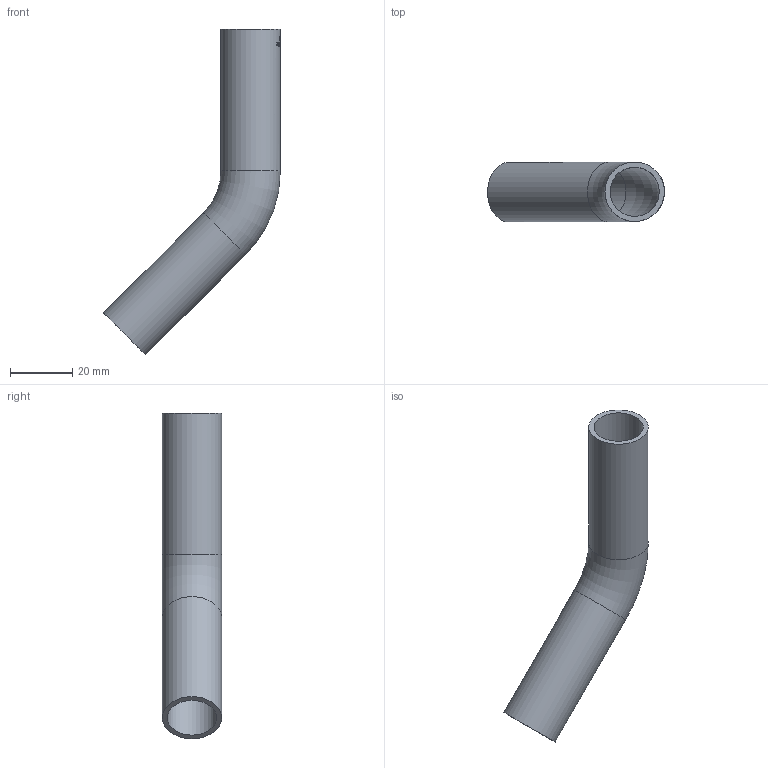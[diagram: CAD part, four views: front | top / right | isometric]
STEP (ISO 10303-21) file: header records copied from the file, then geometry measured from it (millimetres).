
FILE_DESCRIPTION(/* description */ (''),/* implementation_level */ '2;1');
FILE_NAME(/* name */ 'S2KS-.75.stp',/* time_stamp */ '2018-11-26T16:40:07-05:00',/* author */ ('ken'),/* organization */ (''),/* preprocessor_version */ 'ST-DEVELOPER v15.2',/* originating_system */ 'Autodesk Inventor 2014',/* authorisation */ '');
FILE_SCHEMA (('AUTOMOTIVE_DESIGN { 1 0 10303 214 3 1 1 }'));
Length unit declared in the file: inch
Products named in the file (1): S2KS-.75
Bounding box: 56.67 x 19.05 x 104.3 mm (x, y, z)
Volume: 10203.2 mm3; surface area: 12553.6 mm2
Topology: 1 solids, 1 shells, 343 faces, 936 edges, 624 vertices
Faces by surface type: bspline 175, plane 130, cylinder 36, torus 2
Full cylindrical faces by diameter (mm): 15.748 x2, 19.05 x2
Entity records: 13861 total; most frequent: CARTESIAN_POINT 6291, ORIENTED_EDGE 1834, DIRECTION 1055, EDGE_CURVE 917, VERTEX_POINT 614, LINE 413, VECTOR 413, EDGE_LOOP 379
